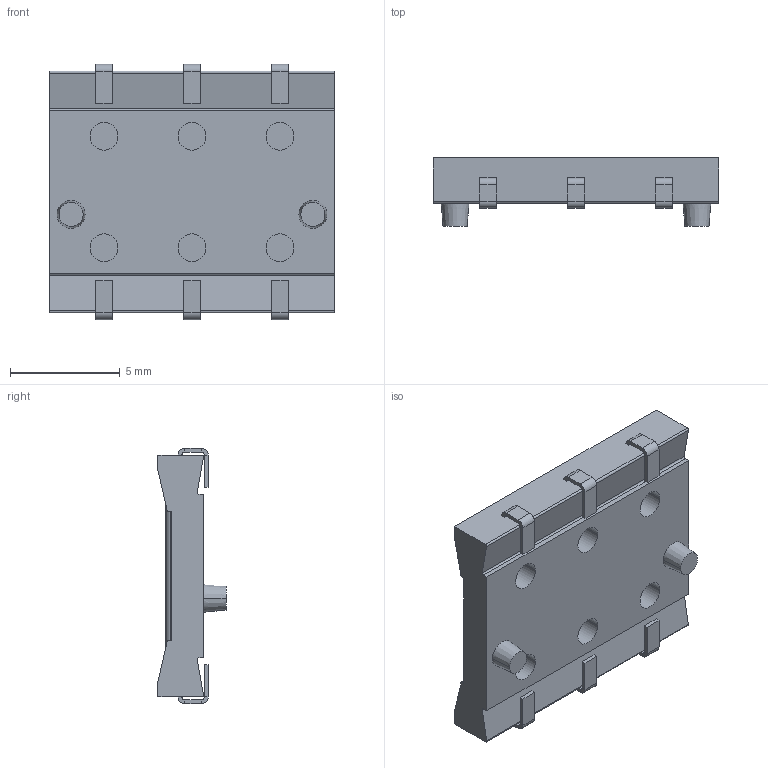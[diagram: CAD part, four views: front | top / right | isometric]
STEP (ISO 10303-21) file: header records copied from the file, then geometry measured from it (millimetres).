
FILE_DESCRIPTION((''),'2;1');
FILE_NAME('70ADJ-3-FL1','2021-06-16T15:21:14',('RICKB'),('Bourns, Inc.'),'CREO PARAMETRIC BY PTC INC, 2018050','CREO PARAMETRIC BY PTC INC, 2018050','');
FILE_SCHEMA(('AUTOMOTIVE_DESIGN { 1 0 10303 214 1 1 1 1 }'));
Length unit declared in the file: inch
Products named in the file (1): 70ADJ-3-FL1
Bounding box: 12.98 x 3.1 x 11.61 mm (x, y, z)
Volume: 230.8 mm3; surface area: 468.6 mm2
Topology: 1 solids, 7 shells, 227 faces, 516 edges, 320 vertices
Faces by surface type: plane 159, cylinder 64, cone 4
Entity records: 9107 total; most frequent: CARTESIAN_POINT 1143, DIRECTION 1094, ORIENTED_EDGE 1032, PRESENTATION_STYLE_ASSIGNMENT 616, STYLED_ITEM 517, CURVE_STYLE 516, EDGE_CURVE 516, AXIS2_PLACEMENT_3D 371
